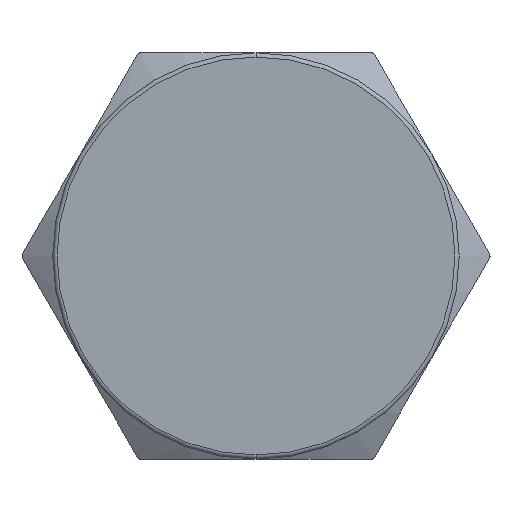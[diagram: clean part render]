
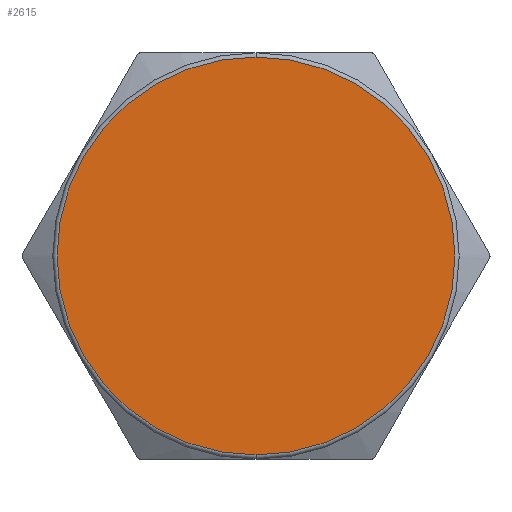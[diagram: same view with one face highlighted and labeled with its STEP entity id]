
A CAD part, left-side view. The second image highlights one B-rep face of the part: STEP entity #2615.
In plain terms, the highlighted planar face has unit normal (-1, 0, 0).
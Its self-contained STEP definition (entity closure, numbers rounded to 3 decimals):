
#541=CARTESIAN_POINT('',(-1.5,0.,0.));
#542=DIRECTION('',(-1.,0.,0.));
#543=DIRECTION('',(0.,0.,1.));
#544=AXIS2_PLACEMENT_3D('',#541,#542,#543);
#546=CARTESIAN_POINT('',(-1.5,0.,0.));
#547=DIRECTION('',(-1.,0.,0.));
#548=DIRECTION('',(0.,0.,-1.));
#549=AXIS2_PLACEMENT_3D('',#546,#547,#548);
#2150=CARTESIAN_POINT('',(-1.5,0.,9.325));
#2151=CARTESIAN_POINT('',(-1.5,0.,-9.325));
#2152=VERTEX_POINT('',#2150);
#2153=VERTEX_POINT('',#2151);
#2605=CARTESIAN_POINT('',(-1.5,0.,0.));
#2606=DIRECTION('',(1.,0.,0.));
#2607=DIRECTION('',(0.,1.,0.));
#2608=AXIS2_PLACEMENT_3D('',#2605,#2606,#2607);
#2609=PLANE('',#2608);
#2611=ORIENTED_EDGE('',*,*,#2610,.F.);
#2612=ORIENTED_EDGE('',*,*,#2595,.F.);
#2613=EDGE_LOOP('',(#2611,#2612));
#2614=FACE_OUTER_BOUND('',#2613,.F.);
#545=CIRCLE('',#544,9.325);
#550=CIRCLE('',#549,9.325);
#2595=EDGE_CURVE('',#2153,#2152,#550,.T.);
#2610=EDGE_CURVE('',#2152,#2153,#545,.T.);
#2615=ADVANCED_FACE('',(#2614),#2609,.F.);
